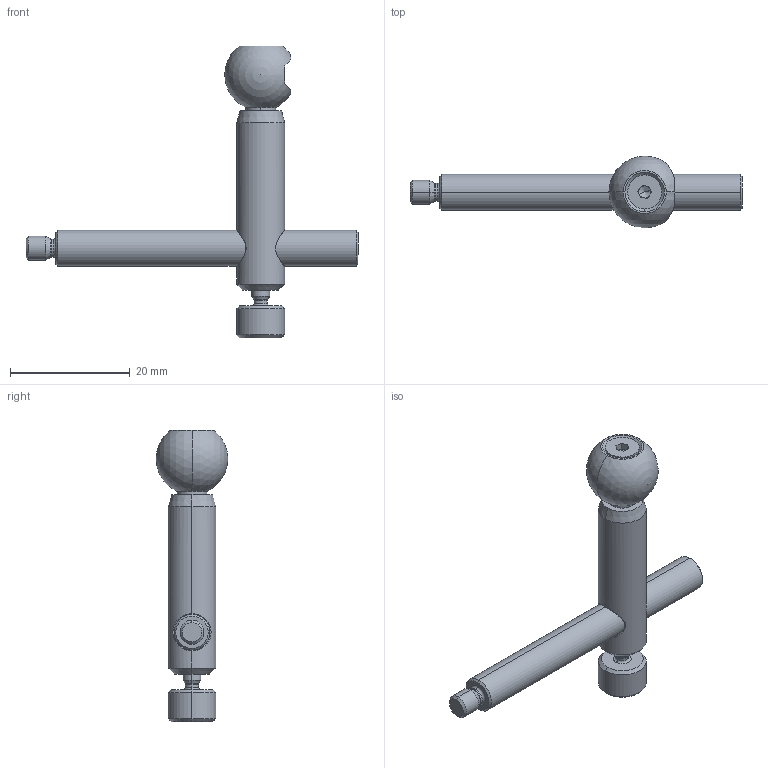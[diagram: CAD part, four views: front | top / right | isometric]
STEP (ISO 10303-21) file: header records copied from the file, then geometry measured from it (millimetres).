
FILE_DESCRIPTION (( 'STEP AP214' ), '1' );
FILE_NAME ('OM-009-010-020.STEP', '2024-10-01T21:38:03', ( '' ), ( '' ), 'SwSTEP 2.0', 'SolidWorks 2022', '' );
FILE_SCHEMA (( 'AUTOMOTIVE_DESIGN' ));
Length unit declared in the file: millimetre
Products named in the file (6): socket countersunk head screw_din_DIN 7991 - M3 x 16 --- 12.8N; OM-009-010-130_01; OM-009-010-110_01; OM-009-010-121_01; OM-009-010-140_01; OM-009-010-020
Assembly tree (5 placements, depth 2):
  OM-009-010-020
    OM-009-010-121_01
    OM-009-010-110_01
    OM-009-010-130_01
    OM-009-010-140_01
    socket countersunk head screw_din_DIN 7991 - M3 x 16 --- 12.8N
Bounding box: 55.5 x 12 x 48.8 mm (x, y, z)
Volume: 3773.2 mm3; surface area: 3206.3 mm2
Topology: 5 solids, 5 shells, 120 faces, 270 edges, 155 vertices
Faces by surface type: cone 40, cylinder 32, plane 30, torus 12, bspline 4, sphere 2
Entity records: 4283 total; most frequent: CARTESIAN_POINT 1273, DIRECTION 625, ORIENTED_EDGE 516, AXIS2_PLACEMENT_3D 261, EDGE_CURVE 258, VERTEX_POINT 151, CIRCLE 137, EDGE_LOOP 129
